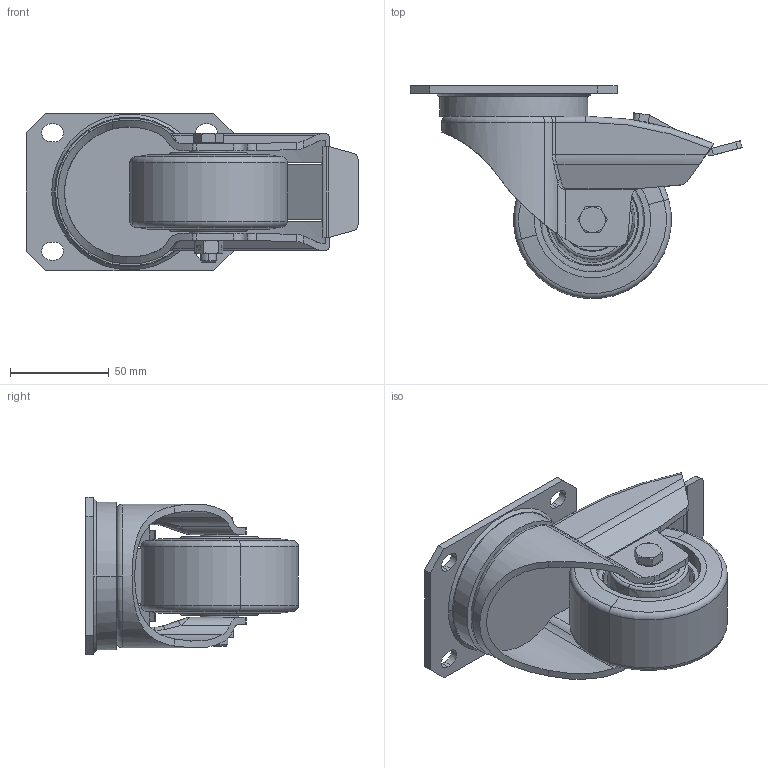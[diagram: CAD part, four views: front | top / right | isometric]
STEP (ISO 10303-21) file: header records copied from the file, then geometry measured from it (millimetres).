
FILE_DESCRIPTION (( 'STEP AP214' ), '1' );
FILE_NAME ('0027612.step', '2022-08-09T11:26:57', ( '' ), ( '' ), 'SwSTEP 2.0', 'SolidWorks 2020', '' );
FILE_SCHEMA (( 'AUTOMOTIVE_DESIGN' ));
Length unit declared in the file: millimetre
Products named in the file (1): 0027612
Bounding box: 168.3 x 107.85 x 80 mm (x, y, z)
Volume: 305493.3 mm3; surface area: 124995.1 mm2
Topology: 18 solids, 18 shells, 407 faces, 938 edges, 576 vertices
Faces by surface type: plane 140, cylinder 139, torus 68, cone 48, bspline 12
Entity records: 16922 total; most frequent: CARTESIAN_POINT 2826, DIRECTION 2090, ORIENTED_EDGE 1876, EDGE_CURVE 938, AXIS2_PLACEMENT_3D 850, VERTEX_POINT 576, EDGE_LOOP 464, CIRCLE 454
